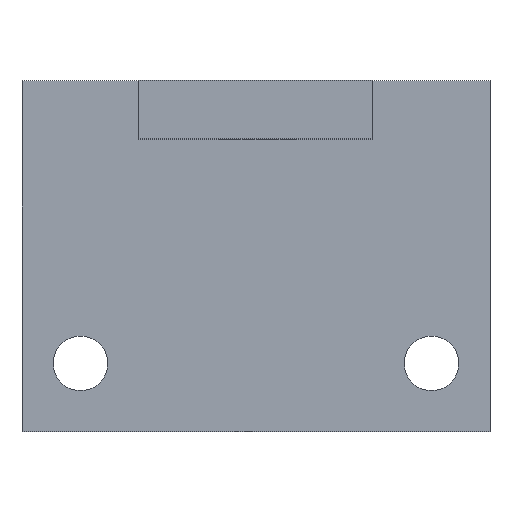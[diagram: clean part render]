
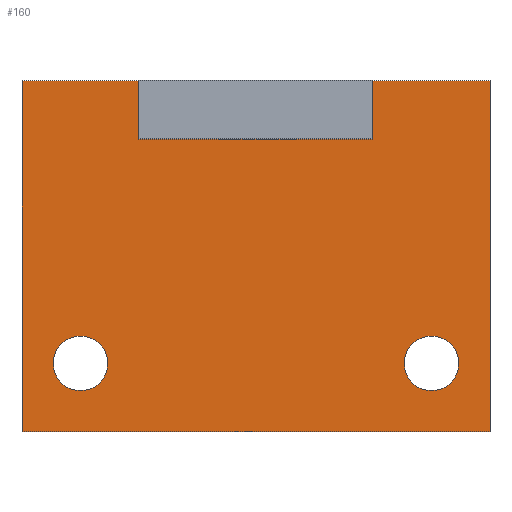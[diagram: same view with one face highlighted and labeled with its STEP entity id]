
A CAD part, top view. The second image highlights one B-rep face of the part: STEP entity #160.
In plain terms, the highlighted planar face has unit normal (0, 0, 1).
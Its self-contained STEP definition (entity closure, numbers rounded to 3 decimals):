
#7 = CARTESIAN_POINT ( 'NONE',  ( 4., 12., 1.5 ) ) ;
#8 = VECTOR ( 'NONE', #222, 1000. ) ;
#18 = AXIS2_PLACEMENT_3D ( 'NONE', #98, #418, #506 ) ;
#34 = CARTESIAN_POINT ( 'NONE',  ( 1.066, 2.334, 1.5 ) ) ;
#36 = EDGE_CURVE ( 'NONE', #436, #361, #513, .T. ) ;
#55 = CARTESIAN_POINT ( 'NONE',  ( 2., 2.334, 1.5 ) ) ;
#58 = VECTOR ( 'NONE', #477, 1000. ) ;
#67 = EDGE_CURVE ( 'NONE', #270, #150, #230, .T. ) ;
#76 = VERTEX_POINT ( 'NONE', #161 ) ;
#80 = CARTESIAN_POINT ( 'NONE',  ( 16., 0., 1.5 ) ) ;
#84 = AXIS2_PLACEMENT_3D ( 'NONE', #501, #184, #318 ) ;
#86 = VERTEX_POINT ( 'NONE', #87 ) ;
#87 = CARTESIAN_POINT ( 'NONE',  ( 16., 12., 1.5 ) ) ;
#94 = EDGE_LOOP ( 'NONE', ( #374, #260 ) ) ;
#98 = CARTESIAN_POINT ( 'NONE',  ( 14., 2.334, 1.5 ) ) ;
#99 = VECTOR ( 'NONE', #535, 1000. ) ;
#101 = DIRECTION ( 'NONE',  ( 1., 0., 0. ) ) ;
#103 = VERTEX_POINT ( 'NONE', #492 ) ;
#113 = ORIENTED_EDGE ( 'NONE', *, *, #225, .T. ) ;
#123 = EDGE_CURVE ( 'NONE', #481, #147, #276, .T. ) ;
#124 = CARTESIAN_POINT ( 'NONE',  ( 16., 0., 1.5 ) ) ;
#127 = CIRCLE ( 'NONE', #84, 0.934 ) ;
#132 = VERTEX_POINT ( 'NONE', #34 ) ;
#137 = EDGE_LOOP ( 'NONE', ( #493, #568, #573, #113, #282, #266, #470, #484 ) ) ;
#140 = CARTESIAN_POINT ( 'NONE',  ( 4., 10., 1.5 ) ) ;
#146 = ORIENTED_EDGE ( 'NONE', *, *, #210, .F. ) ;
#147 = VERTEX_POINT ( 'NONE', #358 ) ;
#150 = VERTEX_POINT ( 'NONE', #485 ) ;
#160 = ADVANCED_FACE ( 'NONE', ( #369, #297, #503 ), #208, .F. ) ;
#161 = CARTESIAN_POINT ( 'NONE',  ( 14.934, 2.334, 1.5 ) ) ;
#166 = CARTESIAN_POINT ( 'NONE',  ( 0., 0., 1.5 ) ) ;
#179 = CARTESIAN_POINT ( 'NONE',  ( 0., 0., 1.5 ) ) ;
#180 = DIRECTION ( 'NONE',  ( 1., 0., 0. ) ) ;
#182 = DIRECTION ( 'NONE',  ( 1., 0., 0. ) ) ;
#184 = DIRECTION ( 'NONE',  ( 0., 0., 1. ) ) ;
#189 = CARTESIAN_POINT ( 'NONE',  ( 12., 12., 1.5 ) ) ;
#194 = VERTEX_POINT ( 'NONE', #124 ) ;
#206 = AXIS2_PLACEMENT_3D ( 'NONE', #400, #264, #581 ) ;
#208 = PLANE ( 'NONE',  #206 ) ;
#210 = EDGE_CURVE ( 'NONE', #132, #442, #588, .T. ) ;
#216 = EDGE_CURVE ( 'NONE', #147, #436, #446, .T. ) ;
#217 = DIRECTION ( 'NONE',  ( 1., 0., 0. ) ) ;
#219 = EDGE_CURVE ( 'NONE', #103, #76, #127, .T. ) ;
#222 = DIRECTION ( 'NONE',  ( -1., 0., 0. ) ) ;
#225 = EDGE_CURVE ( 'NONE', #150, #194, #386, .T. ) ;
#230 = LINE ( 'NONE', #166, #58 ) ;
#232 = EDGE_CURVE ( 'NONE', #481, #270, #486, .T. ) ;
#237 = CIRCLE ( 'NONE', #570, 0.934 ) ;
#245 = DIRECTION ( 'NONE',  ( 0., 1., 0. ) ) ;
#258 = DIRECTION ( 'NONE',  ( 0., 1., 0. ) ) ;
#260 = ORIENTED_EDGE ( 'NONE', *, *, #352, .F. ) ;
#261 = ORIENTED_EDGE ( 'NONE', *, *, #478, .F. ) ;
#264 = DIRECTION ( 'NONE',  ( 0., 0., -1. ) ) ;
#266 = ORIENTED_EDGE ( 'NONE', *, *, #498, .T. ) ;
#267 = LINE ( 'NONE', #279, #584 ) ;
#270 = VERTEX_POINT ( 'NONE', #316 ) ;
#272 = CARTESIAN_POINT ( 'NONE',  ( 0., 12., 1.5 ) ) ;
#276 = LINE ( 'NONE', #447, #99 ) ;
#279 = CARTESIAN_POINT ( 'NONE',  ( 0., 12., 1.5 ) ) ;
#282 = ORIENTED_EDGE ( 'NONE', *, *, #574, .T. ) ;
#297 = FACE_BOUND ( 'NONE', #367, .T. ) ;
#316 = CARTESIAN_POINT ( 'NONE',  ( 0., 12., 1.5 ) ) ;
#318 = DIRECTION ( 'NONE',  ( 1., 0., 0. ) ) ;
#321 = CARTESIAN_POINT ( 'NONE',  ( 2., 2.334, 1.5 ) ) ;
#327 = VECTOR ( 'NONE', #245, 1000. ) ;
#331 = CARTESIAN_POINT ( 'NONE',  ( 12., 10., 1.5 ) ) ;
#352 = EDGE_CURVE ( 'NONE', #76, #103, #413, .T. ) ;
#358 = CARTESIAN_POINT ( 'NONE',  ( 4., 10., 1.5 ) ) ;
#361 = VERTEX_POINT ( 'NONE', #189 ) ;
#367 = EDGE_LOOP ( 'NONE', ( #146, #261 ) ) ;
#369 = FACE_BOUND ( 'NONE', #94, .T. ) ;
#374 = ORIENTED_EDGE ( 'NONE', *, *, #219, .F. ) ;
#376 = DIRECTION ( 'NONE',  ( 0., 0., 1. ) ) ;
#386 = LINE ( 'NONE', #179, #468 ) ;
#400 = CARTESIAN_POINT ( 'NONE',  ( 0., 0., 1.5 ) ) ;
#413 = CIRCLE ( 'NONE', #18, 0.934 ) ;
#418 = DIRECTION ( 'NONE',  ( 0., 0., 1. ) ) ;
#424 = DIRECTION ( 'NONE',  ( -1., 0., 0. ) ) ;
#425 = VECTOR ( 'NONE', #258, 1000. ) ;
#426 = AXIS2_PLACEMENT_3D ( 'NONE', #321, #453, #182 ) ;
#433 = CARTESIAN_POINT ( 'NONE',  ( 12., 12., 1.5 ) ) ;
#436 = VERTEX_POINT ( 'NONE', #331 ) ;
#442 = VERTEX_POINT ( 'NONE', #461 ) ;
#446 = LINE ( 'NONE', #140, #464 ) ;
#447 = CARTESIAN_POINT ( 'NONE',  ( 4., 12., 1.5 ) ) ;
#453 = DIRECTION ( 'NONE',  ( 0., 0., 1. ) ) ;
#461 = CARTESIAN_POINT ( 'NONE',  ( 2.934, 2.334, 1.5 ) ) ;
#464 = VECTOR ( 'NONE', #180, 1000. ) ;
#468 = VECTOR ( 'NONE', #217, 1000. ) ;
#470 = ORIENTED_EDGE ( 'NONE', *, *, #36, .F. ) ;
#477 = DIRECTION ( 'NONE',  ( 0., -1., 0. ) ) ;
#478 = EDGE_CURVE ( 'NONE', #442, #132, #237, .T. ) ;
#481 = VERTEX_POINT ( 'NONE', #7 ) ;
#484 = ORIENTED_EDGE ( 'NONE', *, *, #216, .F. ) ;
#485 = CARTESIAN_POINT ( 'NONE',  ( 0., 0., 1.5 ) ) ;
#486 = LINE ( 'NONE', #272, #8 ) ;
#492 = CARTESIAN_POINT ( 'NONE',  ( 13.066, 2.334, 1.5 ) ) ;
#493 = ORIENTED_EDGE ( 'NONE', *, *, #123, .F. ) ;
#498 = EDGE_CURVE ( 'NONE', #86, #361, #267, .T. ) ;
#501 = CARTESIAN_POINT ( 'NONE',  ( 14., 2.334, 1.5 ) ) ;
#503 = FACE_OUTER_BOUND ( 'NONE', #137, .T. ) ;
#506 = DIRECTION ( 'NONE',  ( 1., 0., 0. ) ) ;
#513 = LINE ( 'NONE', #433, #327 ) ;
#535 = DIRECTION ( 'NONE',  ( 0., -1., 0. ) ) ;
#568 = ORIENTED_EDGE ( 'NONE', *, *, #232, .T. ) ;
#570 = AXIS2_PLACEMENT_3D ( 'NONE', #55, #376, #101 ) ;
#573 = ORIENTED_EDGE ( 'NONE', *, *, #67, .T. ) ;
#574 = EDGE_CURVE ( 'NONE', #194, #86, #583, .T. ) ;
#581 = DIRECTION ( 'NONE',  ( -1., 0., 0. ) ) ;
#583 = LINE ( 'NONE', #80, #425 ) ;
#584 = VECTOR ( 'NONE', #424, 1000. ) ;
#588 = CIRCLE ( 'NONE', #426, 0.934 ) ;
